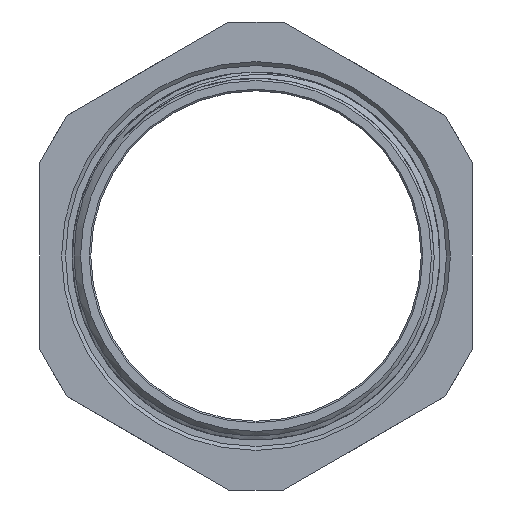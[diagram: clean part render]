
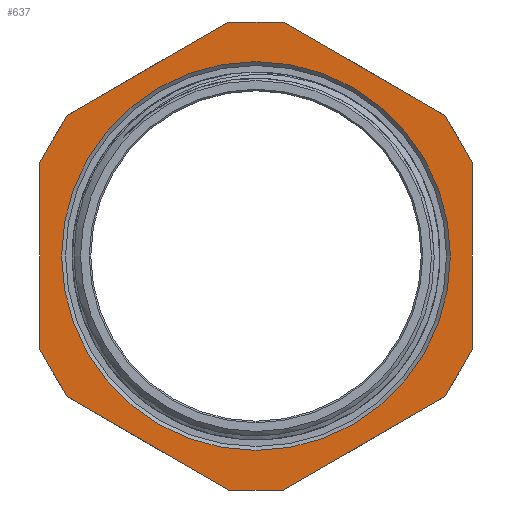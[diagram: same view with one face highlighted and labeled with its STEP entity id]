
A CAD part, left-side view. The second image highlights one B-rep face of the part: STEP entity #637.
In plain terms, the highlighted planar face has unit normal (-1, 0, 0).
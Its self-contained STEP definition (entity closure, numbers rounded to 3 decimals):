
#16=LINE('',#3056,#40);
#18=LINE('',#3068,#42);
#20=LINE('',#3076,#44);
#22=LINE('',#3088,#46);
#24=LINE('',#3096,#48);
#26=LINE('',#3108,#50);
#29=LINE('',#3123,#53);
#31=LINE('',#3129,#55);
#33=LINE('',#3143,#57);
#35=LINE('',#3155,#59);
#37=LINE('',#3161,#61);
#38=LINE('',#3166,#62);
#40=VECTOR('',#763,10.);
#42=VECTOR('',#767,10.);
#44=VECTOR('',#771,10.);
#46=VECTOR('',#775,10.);
#48=VECTOR('',#779,10.);
#50=VECTOR('',#783,10.);
#53=VECTOR('',#788,10.);
#55=VECTOR('',#792,10.);
#57=VECTOR('',#796,10.);
#59=VECTOR('',#800,10.);
#61=VECTOR('',#804,10.);
#62=VECTOR('',#807,10.);
#96=PLANE('',#705);
#118=FACE_BOUND('',#210,.T.);
#160=FACE_OUTER_BOUND('',#209,.T.);
#209=EDGE_LOOP('',(#554,#555,#556,#557,#558,#559,#560,#561,#562,#563,#564,
#565));
#210=EDGE_LOOP('',(#566));
#252=CIRCLE('',#704,24.715);
#297=VERTEX_POINT('',#3053);
#298=VERTEX_POINT('',#3055);
#301=VERTEX_POINT('',#3067);
#303=VERTEX_POINT('',#3075);
#306=VERTEX_POINT('',#3087);
#308=VERTEX_POINT('',#3095);
#311=VERTEX_POINT('',#3107);
#315=VERTEX_POINT('',#3120);
#316=VERTEX_POINT('',#3122);
#320=VERTEX_POINT('',#3140);
#321=VERTEX_POINT('',#3142);
#324=VERTEX_POINT('',#3154);
#328=VERTEX_POINT('',#3188);
#365=EDGE_CURVE('',#298,#297,#16,.T.);
#369=EDGE_CURVE('',#301,#298,#18,.T.);
#372=EDGE_CURVE('',#303,#301,#20,.T.);
#376=EDGE_CURVE('',#306,#303,#22,.T.);
#379=EDGE_CURVE('',#308,#306,#24,.T.);
#383=EDGE_CURVE('',#311,#308,#26,.T.);
#388=EDGE_CURVE('',#316,#315,#29,.T.);
#391=EDGE_CURVE('',#297,#316,#31,.T.);
#395=EDGE_CURVE('',#321,#320,#33,.T.);
#399=EDGE_CURVE('',#324,#311,#35,.T.);
#402=EDGE_CURVE('',#320,#324,#37,.T.);
#404=EDGE_CURVE('',#315,#321,#38,.T.);
#414=EDGE_CURVE('',#328,#328,#252,.T.);
#554=ORIENTED_EDGE('',*,*,#383,.T.);
#555=ORIENTED_EDGE('',*,*,#379,.T.);
#556=ORIENTED_EDGE('',*,*,#376,.T.);
#557=ORIENTED_EDGE('',*,*,#372,.T.);
#558=ORIENTED_EDGE('',*,*,#369,.T.);
#559=ORIENTED_EDGE('',*,*,#365,.T.);
#560=ORIENTED_EDGE('',*,*,#391,.T.);
#561=ORIENTED_EDGE('',*,*,#388,.T.);
#562=ORIENTED_EDGE('',*,*,#404,.T.);
#563=ORIENTED_EDGE('',*,*,#395,.T.);
#564=ORIENTED_EDGE('',*,*,#402,.T.);
#565=ORIENTED_EDGE('',*,*,#399,.T.);
#566=ORIENTED_EDGE('',*,*,#414,.T.);
#637=ADVANCED_FACE('',(#160,#118),#96,.T.);
#704=AXIS2_PLACEMENT_3D('',#3189,#844,#845);
#705=AXIS2_PLACEMENT_3D('',#3190,#846,#847);
#763=DIRECTION('',(0.,0.866,0.5));
#767=DIRECTION('',(0.,0.5,0.866));
#771=DIRECTION('',(0.,0.,1.));
#775=DIRECTION('',(0.,-0.5,0.866));
#779=DIRECTION('',(0.,-0.866,0.5));
#783=DIRECTION('',(0.,-1.,0.));
#788=DIRECTION('',(0.,0.866,-0.5));
#792=DIRECTION('',(0.,1.,0.));
#796=DIRECTION('',(0.,0.,-1.));
#800=DIRECTION('',(0.,-0.866,-0.5));
#804=DIRECTION('',(0.,-0.5,-0.866));
#807=DIRECTION('',(0.,0.5,-0.866));
#844=DIRECTION('center_axis',(1.,0.,0.));
#845=DIRECTION('ref_axis',(0.,0.,-1.));
#846=DIRECTION('center_axis',(-1.,0.,0.));
#847=DIRECTION('ref_axis',(0.,0.,1.));
#3053=CARTESIAN_POINT('',(-14.,-3.476,29.748));
#3055=CARTESIAN_POINT('',(-14.,-24.024,17.884));
#3056=CARTESIAN_POINT('',(-14.,-7.656,27.334));
#3067=CARTESIAN_POINT('',(-14.,-27.5,11.864));
#3068=CARTESIAN_POINT('',(-14.,-22.887,19.853));
#3075=CARTESIAN_POINT('',(-14.,-27.5,-11.864));
#3076=CARTESIAN_POINT('',(-14.,-27.5,-5.932));
#3087=CARTESIAN_POINT('',(-14.,-24.024,-17.884));
#3088=CARTESIAN_POINT('',(-14.,-21.15,-22.863));
#3095=CARTESIAN_POINT('',(-14.,-3.476,-29.748));
#3096=CARTESIAN_POINT('',(-14.,2.618,-33.266));
#3107=CARTESIAN_POINT('',(-14.,3.476,-29.748));
#3108=CARTESIAN_POINT('',(-14.,16.713,-29.748));
#3120=CARTESIAN_POINT('',(-14.,24.024,17.884));
#3122=CARTESIAN_POINT('',(-14.,3.476,29.748));
#3123=CARTESIAN_POINT('',(-14.,19.844,20.297));
#3129=CARTESIAN_POINT('',(-14.,13.237,29.748));
#3140=CARTESIAN_POINT('',(-14.,27.5,-11.864));
#3142=CARTESIAN_POINT('',(-14.,27.5,11.864));
#3143=CARTESIAN_POINT('',(-14.,27.5,5.932));
#3154=CARTESIAN_POINT('',(-14.,24.024,-17.884));
#3155=CARTESIAN_POINT('',(-14.,30.118,-14.365));
#3161=CARTESIAN_POINT('',(-14.,30.375,-6.885));
#3166=CARTESIAN_POINT('',(-14.,28.637,9.894));
#3188=CARTESIAN_POINT('',(-14.,24.715,0.));
#3189=CARTESIAN_POINT('Origin',(-14.,0.,0.));
#3190=CARTESIAN_POINT('Origin',(-14.,29.95,0.));
